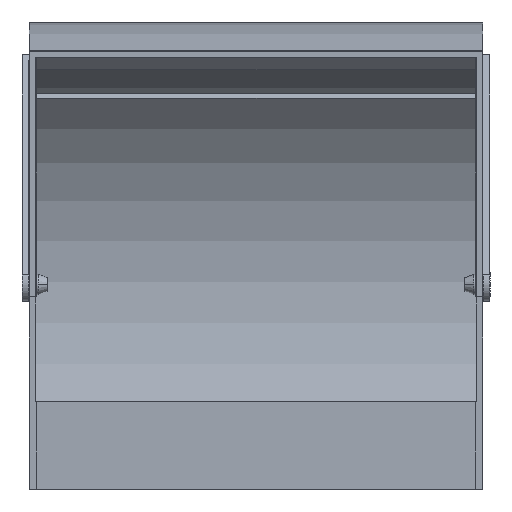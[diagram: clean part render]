
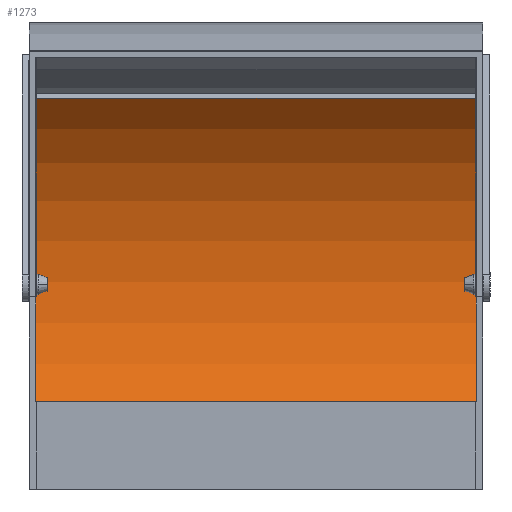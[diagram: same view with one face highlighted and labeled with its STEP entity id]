
A CAD part, left-side view. The second image highlights one B-rep face of the part: STEP entity #1273.
In plain terms, the highlighted cylindrical face has radius 76 mm (diameter 152 mm), a partial arc.
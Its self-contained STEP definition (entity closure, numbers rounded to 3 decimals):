
#42 = DIRECTION ( 'NONE',  ( 0., 1., 0. ) ) ;
#46 = CARTESIAN_POINT ( 'NONE',  ( -34.925, -65.55, 67.5 ) ) ;
#104 = CARTESIAN_POINT ( 'NONE',  ( -34.925, 65.475, 67.5 ) ) ;
#107 = DIRECTION ( 'NONE',  ( 0., -1., 0. ) ) ;
#354 = CARTESIAN_POINT ( 'NONE',  ( -34.925, 65.475, 67.5 ) ) ;
#476 = CARTESIAN_POINT ( 'NONE',  ( -34.925, -65.55, 67.5 ) ) ;
#487 = AXIS2_PLACEMENT_3D ( 'NONE', #1147, #1144, #1143 ) ;
#495 = ORIENTED_EDGE ( 'NONE', *, *, #1970, .T. ) ;
#503 = AXIS2_PLACEMENT_3D ( 'NONE', #1183, #1178, #1172 ) ;
#538 = VERTEX_POINT ( 'NONE', #354 ) ;
#708 = LINE ( 'NONE', #46, #849 ) ;
#849 = VECTOR ( 'NONE', #42, 1000. ) ;
#850 = AXIS2_PLACEMENT_3D ( 'NONE', #1910, #1949, #1911 ) ;
#895 = ORIENTED_EDGE ( 'NONE', *, *, #1966, .T. ) ;
#961 = VECTOR ( 'NONE', #107, 1000. ) ;
#964 = LINE ( 'NONE', #104, #961 ) ;
#979 = VERTEX_POINT ( 'NONE', #2153 ) ;
#1119 = VERTEX_POINT ( 'NONE', #2032 ) ;
#1143 = DIRECTION ( 'NONE',  ( 0., 0., 1. ) ) ;
#1144 = DIRECTION ( 'NONE',  ( 0., 1., 0. ) ) ;
#1147 = CARTESIAN_POINT ( 'NONE',  ( 0., 65.55, 0. ) ) ;
#1172 = DIRECTION ( 'NONE',  ( 0., 0., 1. ) ) ;
#1178 = DIRECTION ( 'NONE',  ( 0., 1., 0. ) ) ;
#1183 = CARTESIAN_POINT ( 'NONE',  ( 0., -65.55, 0. ) ) ;
#1202 = CARTESIAN_POINT ( 'NONE',  ( -34.925, -65.55, 67.5 ) ) ;
#1216 = DIRECTION ( 'NONE',  ( 0., 1., 0. ) ) ;
#1265 = CYLINDRICAL_SURFACE ( 'NONE', #850, 76. ) ;
#1270 = CARTESIAN_POINT ( 'NONE',  ( 55.479, -65.55, 51.943 ) ) ;
#1273 = ADVANCED_FACE ( 'NONE', ( #1588 ), #1265, .F. ) ;
#1323 = EDGE_LOOP ( 'NONE', ( #1405, #1896, #895, #2170, #1700, #495 ) ) ;
#1378 = CARTESIAN_POINT ( 'NONE',  ( 55.479, 65.475, 51.943 ) ) ;
#1405 = ORIENTED_EDGE ( 'NONE', *, *, #1860, .T. ) ;
#1512 = VERTEX_POINT ( 'NONE', #1874 ) ;
#1588 = FACE_OUTER_BOUND ( 'NONE', #1323, .T. ) ;
#1700 = ORIENTED_EDGE ( 'NONE', *, *, #2446, .T. ) ;
#1860 = EDGE_CURVE ( 'NONE', #1119, #1944, #2161, .T. ) ;
#1874 = CARTESIAN_POINT ( 'NONE',  ( -34.925, 65.55, 67.5 ) ) ;
#1896 = ORIENTED_EDGE ( 'NONE', *, *, #1961, .F. ) ;
#1910 = CARTESIAN_POINT ( 'NONE',  ( 0., 67.475, 0. ) ) ;
#1911 = DIRECTION ( 'NONE',  ( 0., 0., -1. ) ) ;
#1944 = VERTEX_POINT ( 'NONE', #1270 ) ;
#1949 = DIRECTION ( 'NONE',  ( 0., -1., 0. ) ) ;
#1961 = EDGE_CURVE ( 'NONE', #2270, #1944, #2245, .T. ) ;
#1966 = EDGE_CURVE ( 'NONE', #2270, #979, #2215, .T. ) ;
#1970 = EDGE_CURVE ( 'NONE', #1512, #1119, #2182, .T. ) ;
#2032 = CARTESIAN_POINT ( 'NONE',  ( 55.479, 65.55, 51.943 ) ) ;
#2153 = CARTESIAN_POINT ( 'NONE',  ( -34.925, -65.475, 67.5 ) ) ;
#2161 = LINE ( 'NONE', #1378, #2173 ) ;
#2170 = ORIENTED_EDGE ( 'NONE', *, *, #2434, .F. ) ;
#2173 = VECTOR ( 'NONE', #2444, 1000. ) ;
#2182 = CIRCLE ( 'NONE', #487, 76. ) ;
#2206 = VECTOR ( 'NONE', #1216, 1000. ) ;
#2215 = LINE ( 'NONE', #1202, #2206 ) ;
#2245 = CIRCLE ( 'NONE', #503, 76. ) ;
#2270 = VERTEX_POINT ( 'NONE', #476 ) ;
#2434 = EDGE_CURVE ( 'NONE', #538, #979, #964, .T. ) ;
#2444 = DIRECTION ( 'NONE',  ( 0., -1., 0. ) ) ;
#2446 = EDGE_CURVE ( 'NONE', #538, #1512, #708, .T. ) ;
